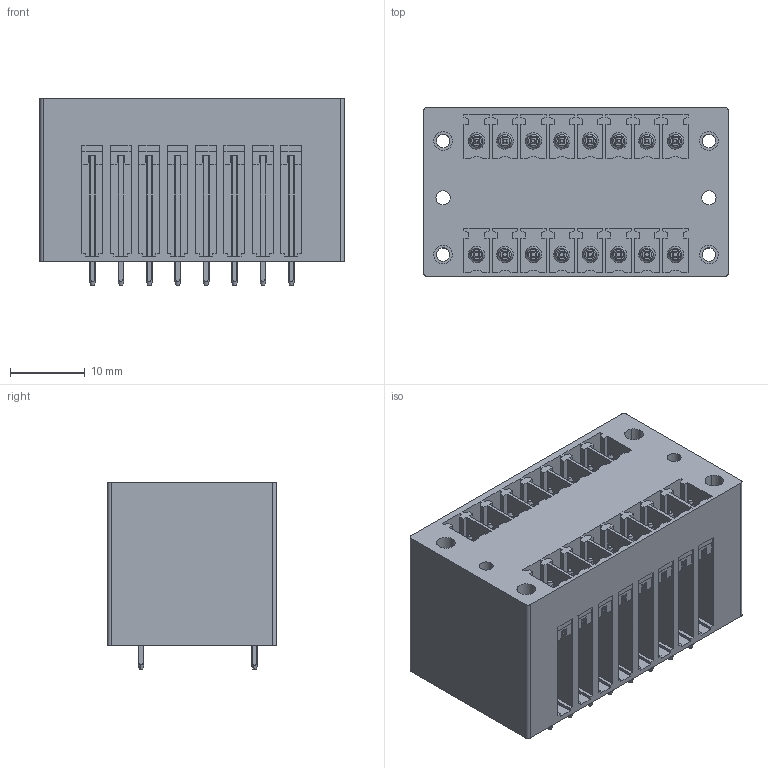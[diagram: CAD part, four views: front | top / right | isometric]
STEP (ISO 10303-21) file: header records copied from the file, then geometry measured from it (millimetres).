
FILE_DESCRIPTION(('CATIA V5 STEP Exchange','CAx-IF Rec.Pracs.--- Model Styling and Organization---1.2---2011-12-15'),'2;1');
FILE_NAME ('D1447151_0', '2018-09-29T11:17:36+00:00', ('none'), ('Weidmueller'), 'CATIA Version 5-6 Release 2014', 'CATIA V5 STEP AP214', 'none');
FILE_SCHEMA(('AUTOMOTIVE_DESIGN { 1 0 10303 214 1 1 1 1 }'));
Length unit declared in the file: millimetre
Products named in the file (1): 1030510000
Bounding box: 40.87 x 22.7 x 25.1 mm (x, y, z)
Volume: 16573.1 mm3; surface area: 10148.2 mm2
Topology: 17 solids, 17 shells, 938 faces, 2540 edges, 1680 vertices
Faces by surface type: plane 600, cylinder 202, cone 104, torus 32
Entity records: 29616 total; most frequent: CARTESIAN_POINT 8410, ORIENTED_EDGE 5080, DIRECTION 3130, EDGE_CURVE 2540, VECTOR 1744, LINE 1744, VERTEX_POINT 1680, EDGE_LOOP 1042
